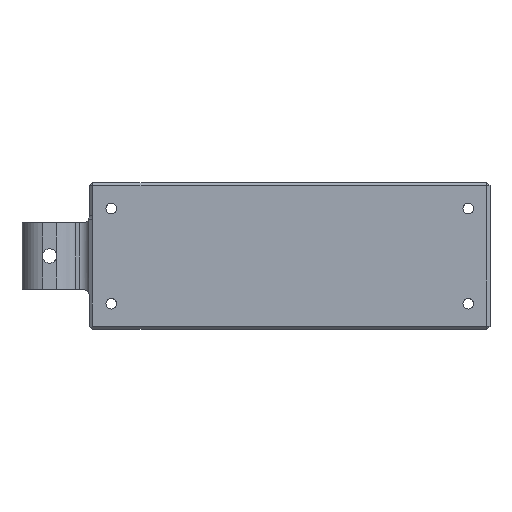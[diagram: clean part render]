
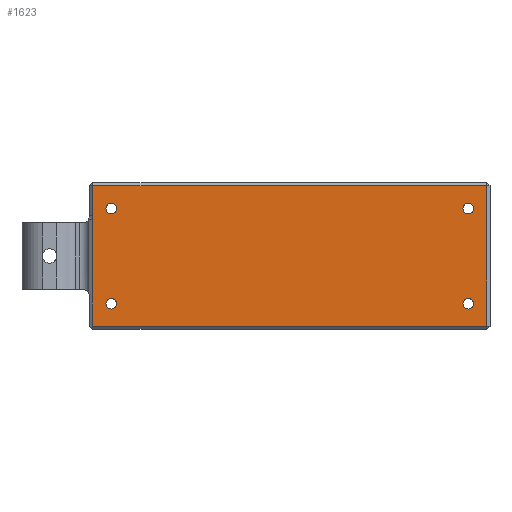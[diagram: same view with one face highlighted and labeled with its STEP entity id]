
A CAD part, top view. The second image highlights one B-rep face of the part: STEP entity #1623.
In plain terms, the highlighted planar face has unit normal (0, 0, 1).
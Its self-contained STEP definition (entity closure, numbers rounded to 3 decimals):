
#8 = CARTESIAN_POINT ( 'NONE',  ( 53.5, -14.3, 8. ) ) ;
#15 = DIRECTION ( 'NONE',  ( 0., -1., 0. ) ) ;
#24 = CARTESIAN_POINT ( 'NONE',  ( 0., 0., 8. ) ) ;
#47 = VERTEX_POINT ( 'NONE', #527 ) ;
#48 = AXIS2_PLACEMENT_3D ( 'NONE', #1094, #1405, #978 ) ;
#63 = ORIENTED_EDGE ( 'NONE', *, *, #78, .F. ) ;
#78 = EDGE_CURVE ( 'NONE', #47, #458, #387, .T. ) ;
#83 = VERTEX_POINT ( 'NONE', #413 ) ;
#84 = CARTESIAN_POINT ( 'NONE',  ( -59.127, -12., 8. ) ) ;
#87 = AXIS2_PLACEMENT_3D ( 'NONE', #24, #1103, #1655 ) ;
#126 = VERTEX_POINT ( 'NONE', #819 ) ;
#139 = CIRCLE ( 'NONE', #1180, 1.6 ) ;
#140 = EDGE_CURVE ( 'NONE', #315, #1558, #1609, .T. ) ;
#144 = ORIENTED_EDGE ( 'NONE', *, *, #389, .F. ) ;
#145 = CARTESIAN_POINT ( 'NONE',  ( -55.1, -14.3, 8. ) ) ;
#155 = FACE_BOUND ( 'NONE', #1327, .T. ) ;
#156 = LINE ( 'NONE', #1104, #1551 ) ;
#158 = VERTEX_POINT ( 'NONE', #145 ) ;
#159 = EDGE_CURVE ( 'NONE', #458, #47, #620, .T. ) ;
#160 = AXIS2_PLACEMENT_3D ( 'NONE', #1575, #889, #470 ) ;
#173 = CARTESIAN_POINT ( 'NONE',  ( -59., 12., 8. ) ) ;
#192 = DIRECTION ( 'NONE',  ( 0., 0., 1. ) ) ;
#203 = CARTESIAN_POINT ( 'NONE',  ( 51.9, -14.3, 8. ) ) ;
#228 = DIRECTION ( 'NONE',  ( 1., 0., 0. ) ) ;
#245 = CARTESIAN_POINT ( 'NONE',  ( -53.5, 14.2, 8. ) ) ;
#294 = CARTESIAN_POINT ( 'NONE',  ( -60., 21., 8. ) ) ;
#303 = AXIS2_PLACEMENT_3D ( 'NONE', #1152, #192, #1703 ) ;
#315 = VERTEX_POINT ( 'NONE', #720 ) ;
#328 = VERTEX_POINT ( 'NONE', #173 ) ;
#332 = EDGE_LOOP ( 'NONE', ( #144, #1117 ) ) ;
#338 = ORIENTED_EDGE ( 'NONE', *, *, #1502, .F. ) ;
#343 = CARTESIAN_POINT ( 'NONE',  ( -51.9, -14.3, 8. ) ) ;
#353 = VERTEX_POINT ( 'NONE', #203 ) ;
#357 = CARTESIAN_POINT ( 'NONE',  ( 55.1, -14.3, 8. ) ) ;
#361 = EDGE_CURVE ( 'NONE', #158, #1368, #939, .T. ) ;
#364 = EDGE_LOOP ( 'NONE', ( #1523, #338 ) ) ;
#365 = CIRCLE ( 'NONE', #858, 3. ) ;
#367 = CIRCLE ( 'NONE', #1381, 1.6 ) ;
#380 = CARTESIAN_POINT ( 'NONE',  ( 59., -21., 8. ) ) ;
#387 = CIRCLE ( 'NONE', #1375, 1.6 ) ;
#389 = EDGE_CURVE ( 'NONE', #1368, #158, #1081, .T. ) ;
#390 = CARTESIAN_POINT ( 'NONE',  ( 59., 22., 8. ) ) ;
#393 = DIRECTION ( 'NONE',  ( 1., 0., 0. ) ) ;
#398 = DIRECTION ( 'NONE',  ( 1., 0., 0. ) ) ;
#401 = VERTEX_POINT ( 'NONE', #751 ) ;
#413 = CARTESIAN_POINT ( 'NONE',  ( -59.127, -21., 8. ) ) ;
#431 = ORIENTED_EDGE ( 'NONE', *, *, #576, .T. ) ;
#432 = DIRECTION ( 'NONE',  ( 1., 0., 0. ) ) ;
#435 = LINE ( 'NONE', #294, #1376 ) ;
#439 = EDGE_LOOP ( 'NONE', ( #63, #1225 ) ) ;
#458 = VERTEX_POINT ( 'NONE', #1034 ) ;
#470 = DIRECTION ( 'NONE',  ( 1., 0., 0. ) ) ;
#527 = CARTESIAN_POINT ( 'NONE',  ( -51.9, 14.2, 8. ) ) ;
#533 = EDGE_CURVE ( 'NONE', #126, #401, #435, .T. ) ;
#549 = FACE_BOUND ( 'NONE', #332, .T. ) ;
#576 = EDGE_CURVE ( 'NONE', #401, #328, #156, .T. ) ;
#620 = CIRCLE ( 'NONE', #48, 1.6 ) ;
#680 = DIRECTION ( 'NONE',  ( 0., 0., -1. ) ) ;
#685 = FACE_OUTER_BOUND ( 'NONE', #1119, .T. ) ;
#701 = PLANE ( 'NONE',  #87 ) ;
#720 = CARTESIAN_POINT ( 'NONE',  ( 55.1, 14.2, 8. ) ) ;
#727 = DIRECTION ( 'NONE',  ( 1., 0., 0. ) ) ;
#735 = DIRECTION ( 'NONE',  ( 0., -1., 0. ) ) ;
#745 = LINE ( 'NONE', #84, #1784 ) ;
#751 = CARTESIAN_POINT ( 'NONE',  ( -59., 21., 8. ) ) ;
#794 = DIRECTION ( 'NONE',  ( 0., 0., 1. ) ) ;
#819 = CARTESIAN_POINT ( 'NONE',  ( 59., 21., 8. ) ) ;
#821 = AXIS2_PLACEMENT_3D ( 'NONE', #1396, #986, #1230 ) ;
#847 = ORIENTED_EDGE ( 'NONE', *, *, #1186, .T. ) ;
#858 = AXIS2_PLACEMENT_3D ( 'NONE', #1367, #680, #1090 ) ;
#862 = VERTEX_POINT ( 'NONE', #380 ) ;
#889 = DIRECTION ( 'NONE',  ( 0., 0., 1. ) ) ;
#913 = CARTESIAN_POINT ( 'NONE',  ( 60., -21., 8. ) ) ;
#926 = ORIENTED_EDGE ( 'NONE', *, *, #1536, .T. ) ;
#939 = CIRCLE ( 'NONE', #160, 1.6 ) ;
#961 = FACE_BOUND ( 'NONE', #439, .T. ) ;
#978 = DIRECTION ( 'NONE',  ( 1., 0., 0. ) ) ;
#986 = DIRECTION ( 'NONE',  ( 0., 0., 1. ) ) ;
#1022 = ORIENTED_EDGE ( 'NONE', *, *, #533, .T. ) ;
#1034 = CARTESIAN_POINT ( 'NONE',  ( -55.1, 14.2, 8. ) ) ;
#1072 = EDGE_CURVE ( 'NONE', #83, #862, #1312, .T. ) ;
#1081 = CIRCLE ( 'NONE', #303, 1.6 ) ;
#1090 = DIRECTION ( 'NONE',  ( 1., 0., 0. ) ) ;
#1094 = CARTESIAN_POINT ( 'NONE',  ( -53.5, 14.2, 8. ) ) ;
#1103 = DIRECTION ( 'NONE',  ( 0., 0., 1. ) ) ;
#1104 = CARTESIAN_POINT ( 'NONE',  ( -59., 12., 8. ) ) ;
#1113 = VECTOR ( 'NONE', #228, 1000. ) ;
#1117 = ORIENTED_EDGE ( 'NONE', *, *, #361, .F. ) ;
#1119 = EDGE_LOOP ( 'NONE', ( #431, #847, #1191, #1404, #926, #1022 ) ) ;
#1144 = EDGE_CURVE ( 'NONE', #353, #1738, #1325, .T. ) ;
#1152 = CARTESIAN_POINT ( 'NONE',  ( -53.5, -14.3, 8. ) ) ;
#1180 = AXIS2_PLACEMENT_3D ( 'NONE', #1624, #1366, #398 ) ;
#1186 = EDGE_CURVE ( 'NONE', #328, #1566, #365, .T. ) ;
#1191 = ORIENTED_EDGE ( 'NONE', *, *, #1688, .T. ) ;
#1225 = ORIENTED_EDGE ( 'NONE', *, *, #159, .F. ) ;
#1230 = DIRECTION ( 'NONE',  ( 1., 0., 0. ) ) ;
#1242 = FACE_BOUND ( 'NONE', #364, .T. ) ;
#1251 = CARTESIAN_POINT ( 'NONE',  ( -59.127, 11.136, 8. ) ) ;
#1302 = EDGE_CURVE ( 'NONE', #1738, #353, #367, .T. ) ;
#1312 = LINE ( 'NONE', #913, #1113 ) ;
#1325 = CIRCLE ( 'NONE', #1409, 1.6 ) ;
#1327 = EDGE_LOOP ( 'NONE', ( #1658, #1489 ) ) ;
#1366 = DIRECTION ( 'NONE',  ( 0., 0., 1. ) ) ;
#1367 = CARTESIAN_POINT ( 'NONE',  ( -62., 12., 8. ) ) ;
#1368 = VERTEX_POINT ( 'NONE', #343 ) ;
#1375 = AXIS2_PLACEMENT_3D ( 'NONE', #245, #794, #432 ) ;
#1376 = VECTOR ( 'NONE', #1391, 1000. ) ;
#1381 = AXIS2_PLACEMENT_3D ( 'NONE', #8, #1392, #727 ) ;
#1391 = DIRECTION ( 'NONE',  ( -1., 0., 0. ) ) ;
#1392 = DIRECTION ( 'NONE',  ( 0., 0., 1. ) ) ;
#1396 = CARTESIAN_POINT ( 'NONE',  ( 53.5, 14.2, 8. ) ) ;
#1404 = ORIENTED_EDGE ( 'NONE', *, *, #1072, .T. ) ;
#1405 = DIRECTION ( 'NONE',  ( 0., 0., 1. ) ) ;
#1409 = AXIS2_PLACEMENT_3D ( 'NONE', #1643, #1777, #393 ) ;
#1411 = VECTOR ( 'NONE', #1641, 1000. ) ;
#1489 = ORIENTED_EDGE ( 'NONE', *, *, #1144, .F. ) ;
#1502 = EDGE_CURVE ( 'NONE', #1558, #315, #139, .T. ) ;
#1511 = CARTESIAN_POINT ( 'NONE',  ( 51.9, 14.2, 8. ) ) ;
#1523 = ORIENTED_EDGE ( 'NONE', *, *, #140, .F. ) ;
#1536 = EDGE_CURVE ( 'NONE', #862, #126, #1630, .T. ) ;
#1551 = VECTOR ( 'NONE', #15, 1000. ) ;
#1558 = VERTEX_POINT ( 'NONE', #1511 ) ;
#1566 = VERTEX_POINT ( 'NONE', #1251 ) ;
#1575 = CARTESIAN_POINT ( 'NONE',  ( -53.5, -14.3, 8. ) ) ;
#1609 = CIRCLE ( 'NONE', #821, 1.6 ) ;
#1623 = ADVANCED_FACE ( 'NONE', ( #685, #961, #1242, #155, #549 ), #701, .T. ) ;
#1624 = CARTESIAN_POINT ( 'NONE',  ( 53.5, 14.2, 8. ) ) ;
#1630 = LINE ( 'NONE', #390, #1411 ) ;
#1641 = DIRECTION ( 'NONE',  ( 0., 1., 0. ) ) ;
#1643 = CARTESIAN_POINT ( 'NONE',  ( 53.5, -14.3, 8. ) ) ;
#1655 = DIRECTION ( 'NONE',  ( 1., 0., 0. ) ) ;
#1658 = ORIENTED_EDGE ( 'NONE', *, *, #1302, .F. ) ;
#1688 = EDGE_CURVE ( 'NONE', #1566, #83, #745, .T. ) ;
#1703 = DIRECTION ( 'NONE',  ( 1., 0., 0. ) ) ;
#1738 = VERTEX_POINT ( 'NONE', #357 ) ;
#1777 = DIRECTION ( 'NONE',  ( 0., 0., 1. ) ) ;
#1784 = VECTOR ( 'NONE', #735, 1000. ) ;
